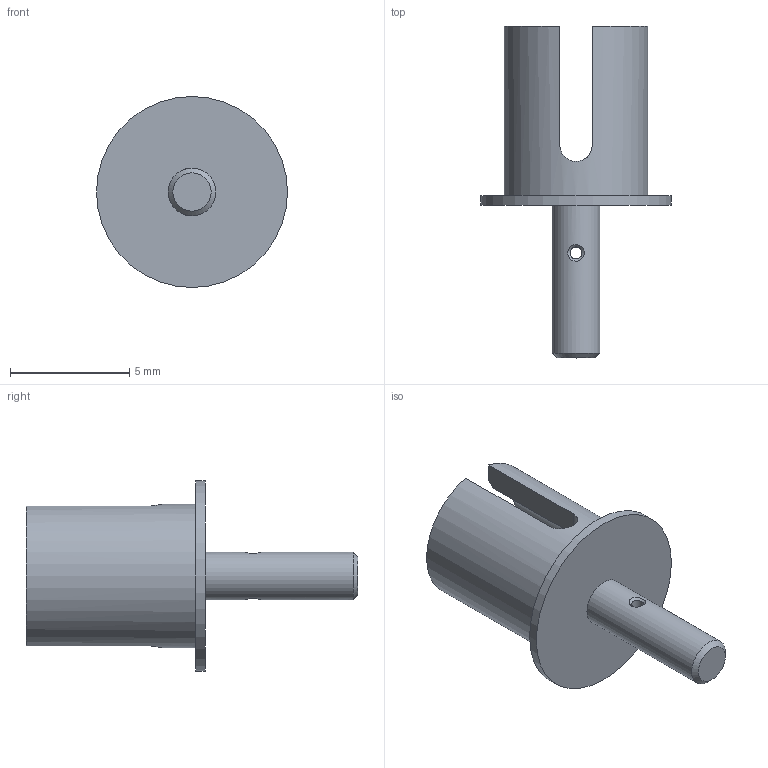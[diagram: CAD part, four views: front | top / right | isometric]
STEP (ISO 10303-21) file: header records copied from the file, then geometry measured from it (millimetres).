
FILE_DESCRIPTION(/* description */ (''),/* implementation_level */ '2;1');
FILE_NAME(/* name */ 'Cardan diffrentiel torsen v3.step',/* time_stamp */ '2023-01-01T15:26:29+01:00',/* author */ (''),/* organization */ (''),/* preprocessor_version */ 'ST-DEVELOPER v19.2',/* originating_system */ 'Autodesk Translation Framework v11.17.0.187',/* authorisation */ '');
FILE_SCHEMA (('AUTOMOTIVE_DESIGN { 1 0 10303 214 3 1 1 }'));
Length unit declared in the file: millimetre
Products named in the file (1): Cardan différentiel torsen
Bounding box: 8 x 13.9 x 8 mm (x, y, z)
Volume: 137 mm3; surface area: 364.9 mm2
Topology: 1 solids, 1 shells, 22 faces, 51 edges, 33 vertices
Faces by surface type: plane 10, cylinder 7, cone 3, bspline 2
Full cylindrical faces by diameter (mm): 0.5 x1, 2 x1, 4 x1, 6 x1, 8 x1
Entity records: 922 total; most frequent: CARTESIAN_POINT 393, ORIENTED_EDGE 102, DIRECTION 96, EDGE_CURVE 51, AXIS2_PLACEMENT_3D 36, VERTEX_POINT 33, EDGE_LOOP 26, LINE 24
